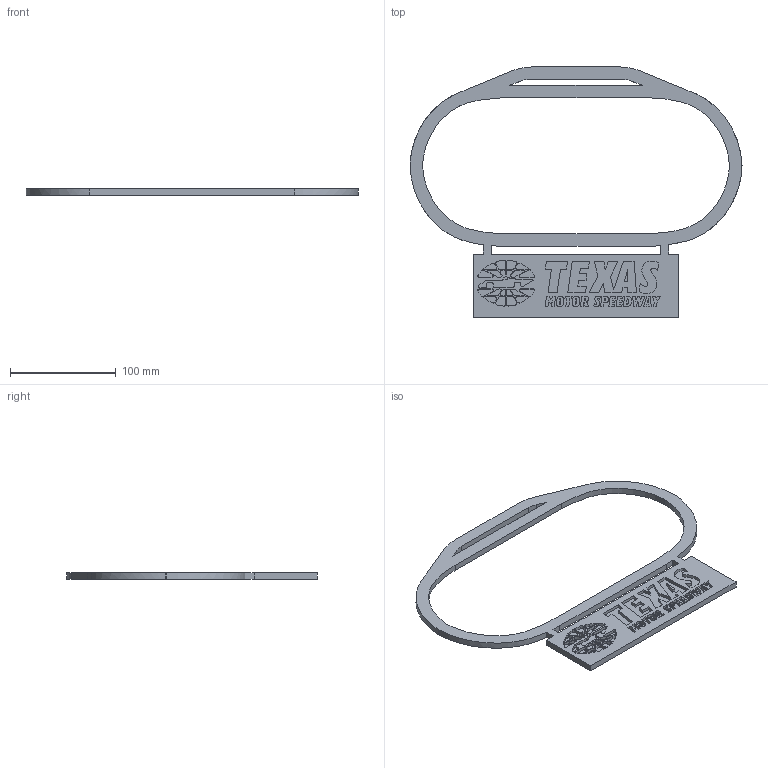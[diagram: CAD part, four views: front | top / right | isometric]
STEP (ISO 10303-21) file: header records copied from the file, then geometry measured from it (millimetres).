
FILE_DESCRIPTION(('FreeCAD Model'),'2;1');
FILE_NAME('Open CASCADE Shape Model','2025-05-03T13:46:51',('FreeCAD'),( 'FreeCAD'),'Open CASCADE STEP processor 7.6','FreeCAD','Unknown');
FILE_SCHEMA(('AUTOMOTIVE_DESIGN { 1 0 10303 214 1 1 1 1 }'));
Products named in the file (1): Open CASCADE STEP translator 7.6 1
Bounding box: 314.02 x 236.65 x 5.96 mm (x, y, z)
Volume: 125307.4 mm3; surface area: 64192.1 mm2
Topology: 1 solids, 1 shells, 414 faces, 1178 edges, 888 vertices
Faces by surface type: bspline 414
Entity records: 47465 total; most frequent: CARTESIAN_POINT 40331, ORIENTED_EDGE 2202, B_SPLINE_CURVE_WITH_KNOTS 1168, EDGE_CURVE 1101, VERTEX_POINT 734, FACE_BOUND 465, EDGE_LOOP 465, ADVANCED_FACE 414
